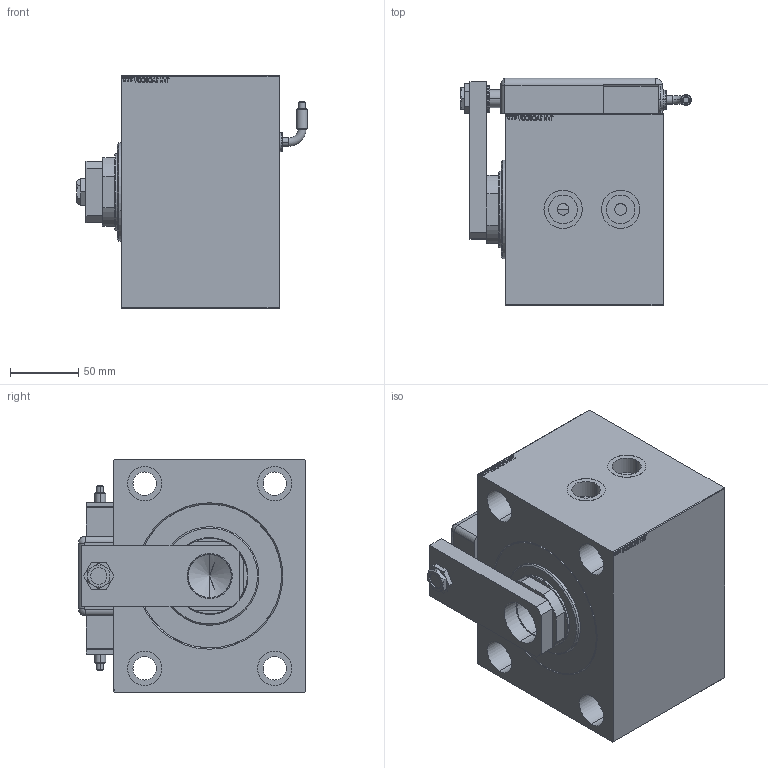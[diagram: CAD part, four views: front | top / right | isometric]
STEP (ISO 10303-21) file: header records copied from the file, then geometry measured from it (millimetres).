
FILE_DESCRIPTION (( 'STEP AP203' ), '1' );
FILE_NAME ('fe2d.STEP', '2024-02-13T08:42:37', ( '' ), ( '' ), 'SwSTEP 2.0', 'SolidWorks 2019', '' );
FILE_SCHEMA (( 'CONFIG_CONTROL_DESIGN' ));
Length unit declared in the file: millimetre
Products named in the file (13): ZARAZKA_Q 560bdedec155942412847252d42d2c34; NUT_D19 560bdedec155942412847252d42d2c34; V450CM_C_VCP 560bdedec155942412847252d42d2c34; V450CM_VC_B 560bdedec155942412847252d42d2c34; SWITCH Q 560bdedec155942412847252d42d2c34; NUT_D13 560bdedec155942412847252d42d2c34; KRYT 560bdedec155942412847252d42d2c34; MAGNETIC SWITCH Q 560bdedec155942412847252d42d2c34; SWITCH DIM A_G 560bdedec155942412847252d42d2c34; TYC 560bdedec155942412847252d42d2c34; SWITCH_Q_FRONT_BACK 560bdedec155942412847252d42d2c34; fe2d; V450CM_C_Body 560bdedec155942412847252d42d2c34
Assembly tree (13 placements, depth 3):
  fe2d
    V450CM_C_Body 560bdedec155942412847252d42d2c34
    V450CM_C_VCP 560bdedec155942412847252d42d2c34
    V450CM_VC_B 560bdedec155942412847252d42d2c34
    MAGNETIC SWITCH Q 560bdedec155942412847252d42d2c34
      SWITCH_Q_FRONT_BACK 560bdedec155942412847252d42d2c34
      TYC 560bdedec155942412847252d42d2c34
      ZARAZKA_Q 560bdedec155942412847252d42d2c34
      SWITCH DIM A_G 560bdedec155942412847252d42d2c34
      NUT_D19 560bdedec155942412847252d42d2c34
      NUT_D13 560bdedec155942412847252d42d2c34
      KRYT 560bdedec155942412847252d42d2c34
      SWITCH Q 560bdedec155942412847252d42d2c34  x2
Bounding box: 168.66 x 165.8 x 170 mm (x, y, z)
Volume: 2718977.6 mm3; surface area: 289924.7 mm2
Topology: 13 solids, 13 shells, 1275 faces, 3221 edges, 2121 vertices
Faces by surface type: plane 619, bspline 475, cylinder 123, cone 34, torus 22, sphere 2
Entity records: 61247 total; most frequent: CARTESIAN_POINT 33371, ORIENTED_EDGE 6186, DIRECTION 3933, EDGE_CURVE 3093, VERTEX_POINT 2044, VECTOR 1835, LINE 1835, EDGE_LOOP 1395
